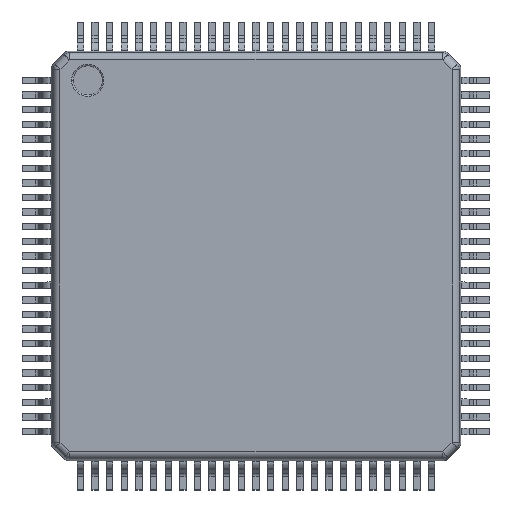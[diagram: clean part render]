
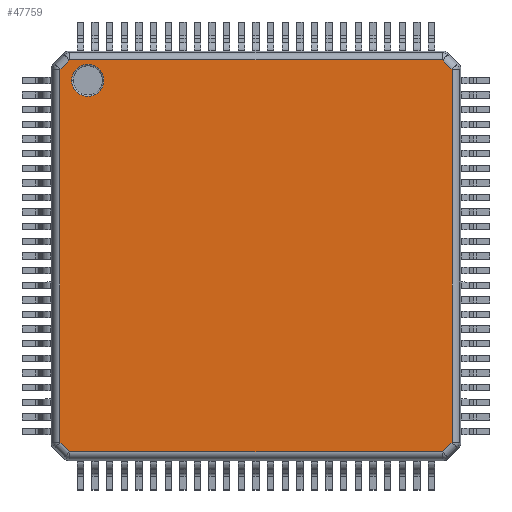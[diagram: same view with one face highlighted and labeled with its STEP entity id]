
A CAD part, top view. The second image highlights one B-rep face of the part: STEP entity #47759.
In plain terms, the highlighted planar face has unit normal (0, 0, 1).
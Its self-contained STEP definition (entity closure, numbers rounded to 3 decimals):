
#47457 = CARTESIAN_POINT ( 'NONE',  ( -6.3, 6., 1.6 ) ) ;
#47458 = VERTEX_POINT ( 'NONE', #47457 ) ;
#47466 = CARTESIAN_POINT ( 'NONE',  ( -5.2, 6., 1.6 ) ) ;
#47467 = VERTEX_POINT ( 'NONE', #47466 ) ;
#47468 = CARTESIAN_POINT ( 'NONE',  ( -5.75, 6., 1.6 ) ) ;
#47469 = DIRECTION ( 'NONE',  ( 0., 0., -1. ) ) ;
#47470 = DIRECTION ( 'NONE',  ( 1., 0., 0. ) ) ;
#47471 = AXIS2_PLACEMENT_3D ( 'NONE', #47468, #47469, #47470 ) ;
#47472 = CIRCLE ( 'NONE', #47471, 0.55) ;
#47473 = EDGE_CURVE ( 'NONE', #47467, #47458, #47472, .T. ) ;
#47678 = CARTESIAN_POINT ( 'NONE',  ( 6.701, -6.376, 1.6 ) ) ;
#47679 = VERTEX_POINT ( 'NONE', #47678 ) ;
#47680 = CARTESIAN_POINT ( 'NONE',  ( 6.701, 6.376, 1.6 ) ) ;
#47681 = VERTEX_POINT ( 'NONE', #47680 ) ;
#47682 = CARTESIAN_POINT ( 'NONE',  ( 6.701, 6.456, 1.6 ) ) ;
#47683 = DIRECTION ( 'NONE',  ( 0., 1., 0. ) ) ;
#47684 = VECTOR ( 'NONE', #47683, 1000. ) ;
#47685 = LINE ( 'NONE', #47682, #47684 ) ;
#47686 = EDGE_CURVE ( 'NONE', #47679, #47681, #47685, .T. ) ;
#47687 = ORIENTED_EDGE ( 'NONE', *, *, #47686, .T. ) ;
#47688 = CARTESIAN_POINT ( 'NONE',  ( 6.376, 6.701, 1.6 ) ) ;
#47689 = VERTEX_POINT ( 'NONE', #47688 ) ;
#47690 = CARTESIAN_POINT ( 'NONE',  ( 6.32, 6.757, 1.6 ) ) ;
#47691 = DIRECTION ( 'NONE',  ( -0.707, 0.707, 0. ) ) ;
#47692 = VECTOR ( 'NONE', #47691, 1000. ) ;
#47693 = LINE ( 'NONE', #47690, #47692 ) ;
#47694 = EDGE_CURVE ( 'NONE', #47681, #47689, #47693, .T. ) ;
#47695 = ORIENTED_EDGE ( 'NONE', *, *, #47694, .T. ) ;
#47696 = CARTESIAN_POINT ( 'NONE',  ( -6.376, 6.701, 1.6 ) ) ;
#47697 = VERTEX_POINT ( 'NONE', #47696 ) ;
#47698 = CARTESIAN_POINT ( 'NONE',  ( -6.456, 6.701, 1.6 ) ) ;
#47699 = DIRECTION ( 'NONE',  ( -1., 0., 0. ) ) ;
#47700 = VECTOR ( 'NONE', #47699, 1000. ) ;
#47701 = LINE ( 'NONE', #47698, #47700 ) ;
#47702 = EDGE_CURVE ( 'NONE', #47689, #47697, #47701, .T. ) ;
#47703 = ORIENTED_EDGE ( 'NONE', *, *, #47702, .T. ) ;
#47704 = CARTESIAN_POINT ( 'NONE',  ( -6.701, 6.376, 1.6 ) ) ;
#47705 = VERTEX_POINT ( 'NONE', #47704 ) ;
#47706 = CARTESIAN_POINT ( 'NONE',  ( -6.757, 6.32, 1.6 ) ) ;
#47707 = DIRECTION ( 'NONE',  ( -0.707, -0.707, 0. ) ) ;
#47708 = VECTOR ( 'NONE', #47707, 1000. ) ;
#47709 = LINE ( 'NONE', #47706, #47708 ) ;
#47710 = EDGE_CURVE ( 'NONE', #47697, #47705, #47709, .T. ) ;
#47711 = ORIENTED_EDGE ( 'NONE', *, *, #47710, .T. ) ;
#47712 = CARTESIAN_POINT ( 'NONE',  ( -6.701, -6.376, 1.6 ) ) ;
#47713 = VERTEX_POINT ( 'NONE', #47712 ) ;
#47714 = CARTESIAN_POINT ( 'NONE',  ( -6.701, -6.456, 1.6 ) ) ;
#47715 = DIRECTION ( 'NONE',  ( 0., -1., 0. ) ) ;
#47716 = VECTOR ( 'NONE', #47715, 1000. ) ;
#47717 = LINE ( 'NONE', #47714, #47716 ) ;
#47718 = EDGE_CURVE ( 'NONE', #47705, #47713, #47717, .T. ) ;
#47719 = ORIENTED_EDGE ( 'NONE', *, *, #47718, .T. ) ;
#47720 = CARTESIAN_POINT ( 'NONE',  ( -6.376, -6.701, 1.6 ) ) ;
#47721 = VERTEX_POINT ( 'NONE', #47720 ) ;
#47722 = CARTESIAN_POINT ( 'NONE',  ( -6.32, -6.757, 1.6 ) ) ;
#47723 = DIRECTION ( 'NONE',  ( 0.707, -0.707, 0. ) ) ;
#47724 = VECTOR ( 'NONE', #47723, 1000. ) ;
#47725 = LINE ( 'NONE', #47722, #47724 ) ;
#47726 = EDGE_CURVE ( 'NONE', #47713, #47721, #47725, .T. ) ;
#47727 = ORIENTED_EDGE ( 'NONE', *, *, #47726, .T. ) ;
#47728 = CARTESIAN_POINT ( 'NONE',  ( 6.376, -6.701, 1.6 ) ) ;
#47729 = VERTEX_POINT ( 'NONE', #47728 ) ;
#47730 = CARTESIAN_POINT ( 'NONE',  ( 6.456, -6.701, 1.6 ) ) ;
#47731 = DIRECTION ( 'NONE',  ( 1., 0., 0. ) ) ;
#47732 = VECTOR ( 'NONE', #47731, 1000. ) ;
#47733 = LINE ( 'NONE', #47730, #47732 ) ;
#47734 = EDGE_CURVE ( 'NONE', #47721, #47729, #47733, .T. ) ;
#47735 = ORIENTED_EDGE ( 'NONE', *, *, #47734, .T. ) ;
#47736 = CARTESIAN_POINT ( 'NONE',  ( 6.757, -6.32, 1.6 ) ) ;
#47737 = DIRECTION ( 'NONE',  ( 0.707, 0.707, 0. ) ) ;
#47738 = VECTOR ( 'NONE', #47737, 1000. ) ;
#47739 = LINE ( 'NONE', #47736, #47738 ) ;
#47740 = EDGE_CURVE ( 'NONE', #47729, #47679, #47739, .T. ) ;
#47741 = ORIENTED_EDGE ( 'NONE', *, *, #47740, .T. ) ;
#47742 = EDGE_LOOP ( 'NONE', ( #47687, #47695, #47703, #47711, #47719, #47727, #47735, #47741 ) ) ;
#47743 = FACE_OUTER_BOUND ( 'NONE', #47742, .T. ) ;
#47744 = ORIENTED_EDGE ( 'NONE', *, *, #47473, .T. ) ;
#47745 = CARTESIAN_POINT ( 'NONE',  ( -5.75, 6., 1.6 ) ) ;
#47746 = DIRECTION ( 'NONE',  ( 0., 0., -1. ) ) ;
#47747 = DIRECTION ( 'NONE',  ( 1., 0., 0. ) ) ;
#47748 = AXIS2_PLACEMENT_3D ( 'NONE', #47745, #47746, #47747 ) ;
#47749 = CIRCLE ( 'NONE', #47748, 0.55) ;
#47750 = EDGE_CURVE ( 'NONE', #47458, #47467, #47749, .T. ) ;
#47751 = ORIENTED_EDGE ( 'NONE', *, *, #47750, .T. ) ;
#47752 = EDGE_LOOP ( 'NONE', ( #47744, #47751 ) ) ;
#47753 = FACE_BOUND ( 'NONE', #47752, .T. ) ;
#47754 = CARTESIAN_POINT ( 'NONE',  ( 0., 0., 1.6 ) ) ;
#47755 = DIRECTION ( 'NONE',  ( 0., 0., -1. ) ) ;
#47756 = DIRECTION ( 'NONE',  ( 1., 0., 0. ) ) ;
#47757 = AXIS2_PLACEMENT_3D ( 'NONE', #47754, #47755, #47756 ) ;
#47758 = PLANE ( 'NONE', #47757 ) ;
#47759 = ADVANCED_FACE ( 'NONE', ( #47743, #47753 ), #47758, .F. ) ;
